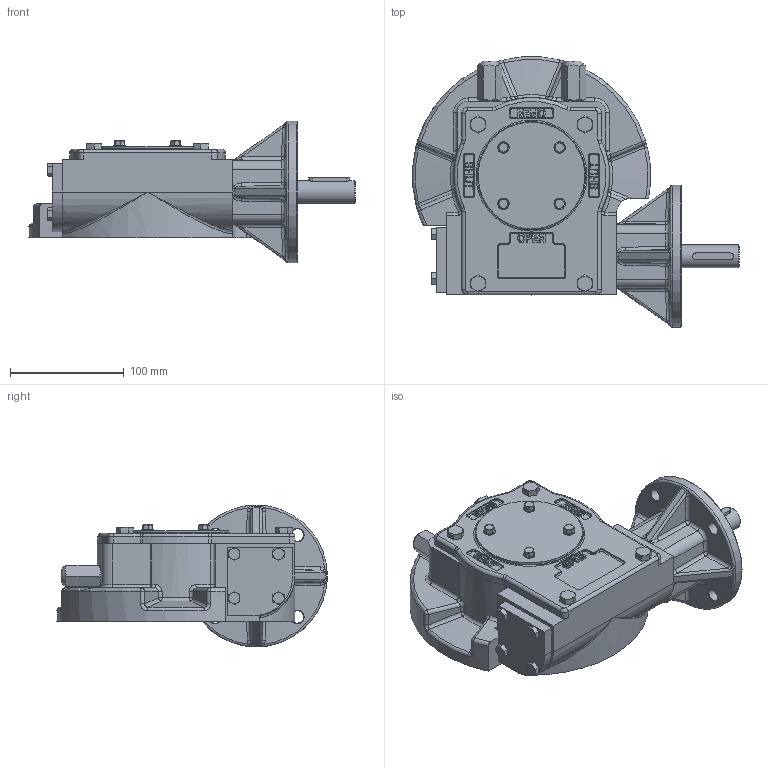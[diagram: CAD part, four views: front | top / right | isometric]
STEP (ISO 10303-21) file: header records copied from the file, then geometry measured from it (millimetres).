
FILE_DESCRIPTION(/* description */ ('Unknown'),/* implementation_level */ '2;1');
FILE_NAME(/* name */ 'AB550MLBG LH',/* time_stamp */ '2016-12-21T15:02:46+01:00',/* author */ ('Unknown'),/* organization */ ('Unknown'),/* preprocessor_version */ 'ST-DEVELOPER v16',/* originating_system */ 'DEX',/* authorisation */ $);
FILE_SCHEMA (('AUTOMOTIVE_DESIGN { 1 0 10303 214 3 1 1 }','AUTOMOTIVE_DESIGN {1 0 10303 214 3 1 1}'));
Products named in the file (1): AB550MLBG LH
Bounding box: 287.66 x 238.36 x 125 mm (x, y, z)
Volume: 1895171.7 mm3; surface area: 295984.8 mm2
Topology: 2 solids, 30 shells, 1466 faces, 3609 edges, 2269 vertices
Faces by surface type: plane 617, cylinder 332, cone 199, bspline 145, torus 138, sphere 35
Full cylindrical faces by diameter (mm): 3 x1, 3.242 x4, 4.134 x4, 4.917 x8, 5 x4, 5.6 x2, 6 x12, 6.647 x8, 7 x8, 8 x10, 9 x4, 10 x8, 10.106 x2, 10.2 x2, 11 x4, 12 x4, 12.5 x2, 16 x3, 19.98 x1, 20 x1, 21 x1, 23 x2, 25 x2, 26 x4, 57.15 x2, 57.46 x1, 59 x2, 60 x2, 68 x1, 70 x1
Entity records: 68325 total; most frequent: CARTESIAN_POINT 27121, ORIENTED_EDGE 6480, DIRECTION 5813, EDGE_CURVE 3240, AXIS2_PLACEMENT_3D 2425, VERTEX_POINT 2148, FACE_BOUND 1824, EDGE_LOOP 1807
